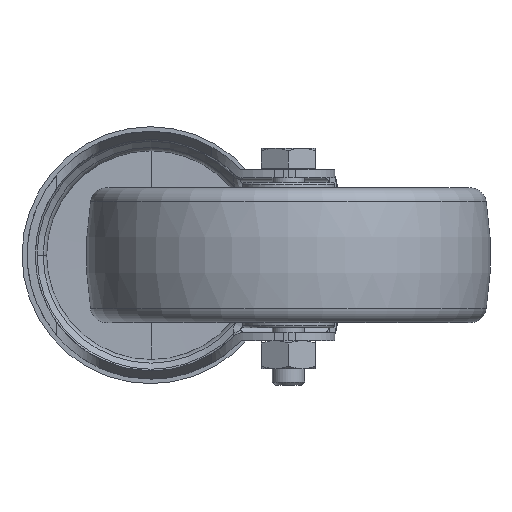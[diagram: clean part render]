
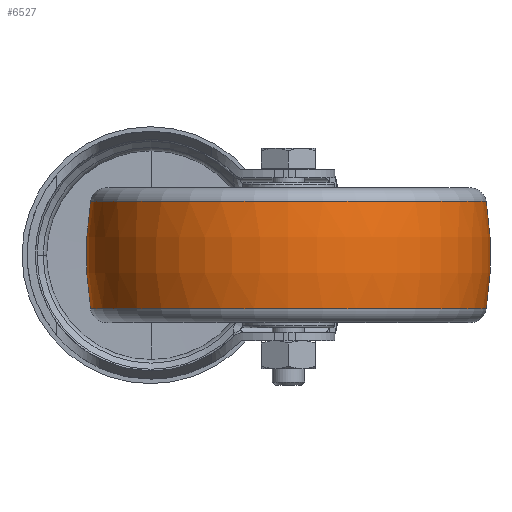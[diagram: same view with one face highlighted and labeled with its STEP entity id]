
A CAD part, front view. The second image highlights one B-rep face of the part: STEP entity #6527.
In plain terms, the highlighted toroidal (fillet/blend) face has major radius 25.625 mm and minor radius 63.125 mm.
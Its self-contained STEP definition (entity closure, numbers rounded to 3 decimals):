
#24 = VERTEX_POINT ( 'NONE', #2599 ) ;
#538 = VERTEX_POINT ( 'NONE', #6905 ) ;
#974 = AXIS2_PLACEMENT_3D ( 'NONE', #1145, #4553, #3156 ) ;
#998 = ORIENTED_EDGE ( 'NONE', *, *, #4484, .F. ) ;
#1145 = CARTESIAN_POINT ( 'NONE',  ( 7.019, -63.5, 0. ) ) ;
#1149 = DIRECTION ( 'NONE',  ( 0., 1., 0. ) ) ;
#1235 = AXIS2_PLACEMENT_3D ( 'NONE', #5903, #1149, #7325 ) ;
#1652 = DIRECTION ( 'NONE',  ( 0., 0., 1. ) ) ;
#1688 = VERTEX_POINT ( 'NONE', #5533 ) ;
#1705 = CIRCLE ( 'NONE', #1235, 63.125 ) ;
#2121 = EDGE_LOOP ( 'NONE', ( #998, #3507, #4554, #7965 ) ) ;
#2339 = DIRECTION ( 'NONE',  ( 0., -1., 0. ) ) ;
#2599 = CARTESIAN_POINT ( 'NONE',  ( 43.726, -63.5, 9.974 ) ) ;
#2642 = VERTEX_POINT ( 'NONE', #5496 ) ;
#2903 = EDGE_CURVE ( 'NONE', #24, #1688, #8085, .T. ) ;
#3156 = DIRECTION ( 'NONE',  ( -1., 0., 0. ) ) ;
#3255 = TOROIDAL_SURFACE ( 'NONE', #974, -25.625, 63.125 ) ;
#3507 = ORIENTED_EDGE ( 'NONE', *, *, #2903, .T. ) ;
#3727 = EDGE_CURVE ( 'NONE', #1688, #2642, #4536, .T. ) ;
#3793 = CARTESIAN_POINT ( 'NONE',  ( 7.019, -63.5, -9.974 ) ) ;
#4381 = CARTESIAN_POINT ( 'NONE',  ( 32.644, -63.5, 0. ) ) ;
#4484 = EDGE_CURVE ( 'NONE', #24, #538, #1705, .T. ) ;
#4536 = CIRCLE ( 'NONE', #6130, 63.125 ) ;
#4553 = DIRECTION ( 'NONE',  ( 0., 0., -1. ) ) ;
#4554 = ORIENTED_EDGE ( 'NONE', *, *, #3727, .T. ) ;
#4658 = DIRECTION ( 'NONE',  ( -1., 0., 0. ) ) ;
#5222 = CIRCLE ( 'NONE', #5772, 36.707 ) ;
#5496 = CARTESIAN_POINT ( 'NONE',  ( -29.688, -63.5, -9.974 ) ) ;
#5533 = CARTESIAN_POINT ( 'NONE',  ( -29.688, -63.5, 9.974 ) ) ;
#5667 = DIRECTION ( 'NONE',  ( 0., 0., -1. ) ) ;
#5772 = AXIS2_PLACEMENT_3D ( 'NONE', #3793, #1652, #6485 ) ;
#5903 = CARTESIAN_POINT ( 'NONE',  ( -18.606, -63.5, 0. ) ) ;
#6130 = AXIS2_PLACEMENT_3D ( 'NONE', #4381, #2339, #5667 ) ;
#6485 = DIRECTION ( 'NONE',  ( 1., 0., 0. ) ) ;
#6527 = ADVANCED_FACE ( 'NONE', ( #8234 ), #3255, .T. ) ;
#6905 = CARTESIAN_POINT ( 'NONE',  ( 43.726, -63.5, -9.974 ) ) ;
#7325 = DIRECTION ( 'NONE',  ( -1., 0., 0. ) ) ;
#7451 = DIRECTION ( 'NONE',  ( 0., 0., -1. ) ) ;
#7683 = EDGE_CURVE ( 'NONE', #2642, #538, #5222, .T. ) ;
#7767 = AXIS2_PLACEMENT_3D ( 'NONE', #8768, #7451, #4658 ) ;
#7965 = ORIENTED_EDGE ( 'NONE', *, *, #7683, .T. ) ;
#8085 = CIRCLE ( 'NONE', #7767, 36.707 ) ;
#8234 = FACE_OUTER_BOUND ( 'NONE', #2121, .T. ) ;
#8768 = CARTESIAN_POINT ( 'NONE',  ( 7.019, -63.5, 9.974 ) ) ;
